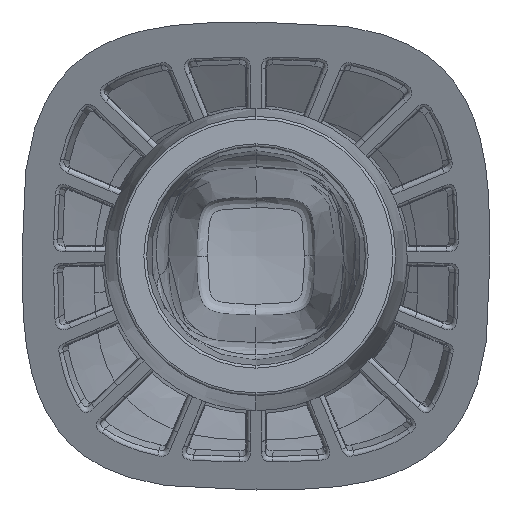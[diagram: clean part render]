
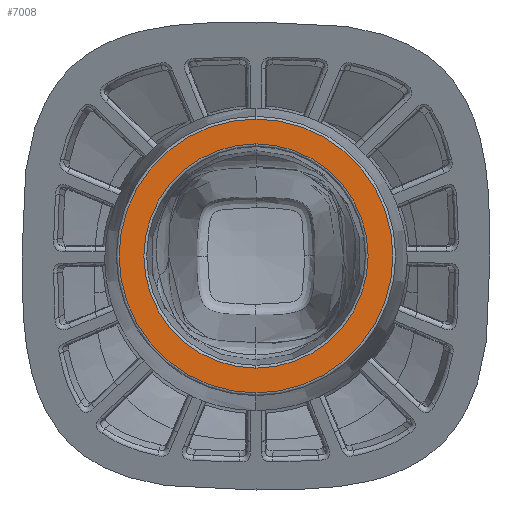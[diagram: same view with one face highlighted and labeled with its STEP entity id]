
A CAD part, front view. The second image highlights one B-rep face of the part: STEP entity #7008.
In plain terms, the highlighted planar face has unit normal (0, -1, 0).
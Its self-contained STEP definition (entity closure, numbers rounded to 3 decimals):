
#54 = DIRECTION ( 'NONE',  ( 0., 0., 1. ) ) ;
#1591 = CARTESIAN_POINT ( 'NONE',  ( 0., 200.455, -173.781 ) ) ;
#2607 = VERTEX_POINT ( 'NONE', #20004 ) ;
#3209 = VERTEX_POINT ( 'NONE', #13906 ) ;
#3443 = ORIENTED_EDGE ( 'NONE', *, *, #7083, .T. ) ;
#3935 = AXIS2_PLACEMENT_3D ( 'NONE', #19923, #12995, #19745 ) ;
#4497 = PLANE ( 'NONE',  #20184 ) ;
#6905 = AXIS2_PLACEMENT_3D ( 'NONE', #1591, #28220, #18940 ) ;
#7008 = ADVANCED_FACE ( 'NONE', ( #27476, #17444 ), #4497, .F. ) ;
#7083 = EDGE_CURVE ( 'NONE', #11726, #3209, #14336, .T. ) ;
#9590 = CARTESIAN_POINT ( 'NONE',  ( 0., 200.455, -163.769 ) ) ;
#10790 = DIRECTION ( 'NONE',  ( 0., 1., 0. ) ) ;
#11659 = DIRECTION ( 'NONE',  ( 0., -1., 0. ) ) ;
#11726 = VERTEX_POINT ( 'NONE', #21979 ) ;
#11798 = EDGE_LOOP ( 'NONE', ( #26795, #13701 ) ) ;
#12918 = ORIENTED_EDGE ( 'NONE', *, *, #26778, .T. ) ;
#12995 = DIRECTION ( 'NONE',  ( 0., 1., 0. ) ) ;
#13227 = CARTESIAN_POINT ( 'NONE',  ( 0., 200.455, -173.781 ) ) ;
#13270 = CARTESIAN_POINT ( 'NONE',  ( 0., 200.455, -173.781 ) ) ;
#13701 = ORIENTED_EDGE ( 'NONE', *, *, #26517, .T. ) ;
#13906 = CARTESIAN_POINT ( 'NONE',  ( 0., 200.455, -165.585 ) ) ;
#14038 = CIRCLE ( 'NONE', #21987, 10.012 ) ;
#14336 = CIRCLE ( 'NONE', #3935, 8.197 ) ;
#14645 = CARTESIAN_POINT ( 'NONE',  ( 0., 200.455, -173.781 ) ) ;
#14964 = EDGE_CURVE ( 'NONE', #19129, #2607, #14038, .T. ) ;
#17444 = FACE_BOUND ( 'NONE', #23971, .T. ) ;
#18241 = CIRCLE ( 'NONE', #6905, 8.197 ) ;
#18940 = DIRECTION ( 'NONE',  ( 0., 0., 1. ) ) ;
#19129 = VERTEX_POINT ( 'NONE', #9590 ) ;
#19745 = DIRECTION ( 'NONE',  ( 0., 0., 1. ) ) ;
#19923 = CARTESIAN_POINT ( 'NONE',  ( 0., 200.455, -173.781 ) ) ;
#20004 = CARTESIAN_POINT ( 'NONE',  ( 0., 200.455, -183.793 ) ) ;
#20184 = AXIS2_PLACEMENT_3D ( 'NONE', #13270, #10790, #26258 ) ;
#21979 = CARTESIAN_POINT ( 'NONE',  ( 0., 200.455, -181.978 ) ) ;
#21987 = AXIS2_PLACEMENT_3D ( 'NONE', #13227, #22131, #54 ) ;
#22131 = DIRECTION ( 'NONE',  ( 0., -1., 0. ) ) ;
#23382 = AXIS2_PLACEMENT_3D ( 'NONE', #14645, #11659, #23538 ) ;
#23538 = DIRECTION ( 'NONE',  ( 0., 0., 1. ) ) ;
#23971 = EDGE_LOOP ( 'NONE', ( #12918, #3443 ) ) ;
#26258 = DIRECTION ( 'NONE',  ( 0., 0., 1. ) ) ;
#26517 = EDGE_CURVE ( 'NONE', #2607, #19129, #27248, .T. ) ;
#26778 = EDGE_CURVE ( 'NONE', #3209, #11726, #18241, .T. ) ;
#26795 = ORIENTED_EDGE ( 'NONE', *, *, #14964, .T. ) ;
#27248 = CIRCLE ( 'NONE', #23382, 10.012 ) ;
#27476 = FACE_OUTER_BOUND ( 'NONE', #11798, .T. ) ;
#28220 = DIRECTION ( 'NONE',  ( 0., 1., 0. ) ) ;
